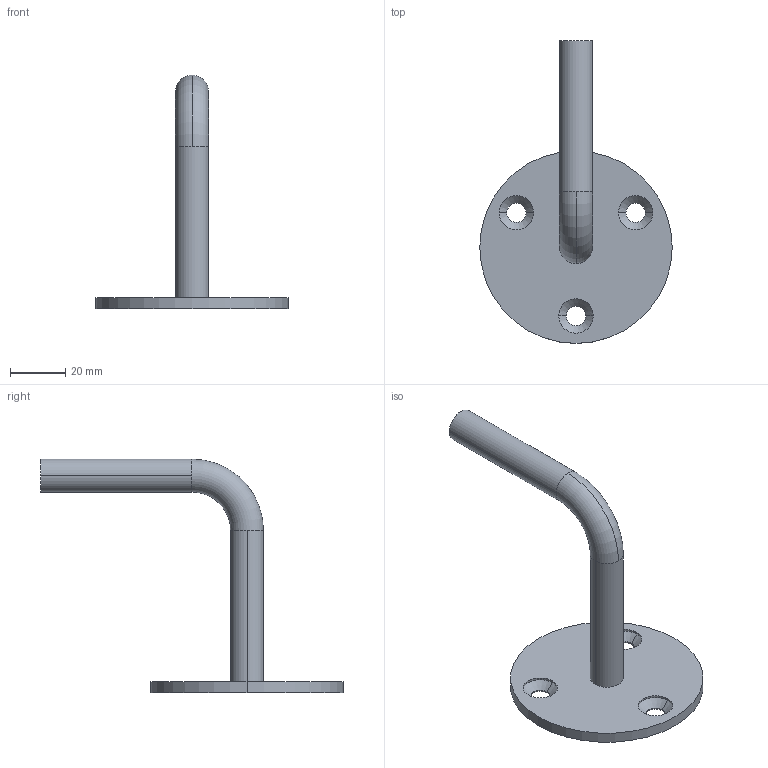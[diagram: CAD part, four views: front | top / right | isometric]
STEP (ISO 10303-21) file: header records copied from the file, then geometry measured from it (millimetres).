
FILE_DESCRIPTION (( 'STEP AP203' ), '1' );
FILE_NAME ('50300-ST-3-G.STEP', '2018-12-03T13:56:38', ( '' ), ( '' ), 'SwSTEP 2.0', 'SolidWorks 2015', '' );
FILE_SCHEMA (( 'CONFIG_CONTROL_DESIGN' ));
Length unit declared in the file: millimetre
Products named in the file (1): 50300-ST-3-G
Bounding box: 70 x 110 x 85 mm (x, y, z)
Volume: 30418.2 mm3; surface area: 13956.4 mm2
Topology: 1 solids, 1 shells, 282 faces, 747 edges, 494 vertices
Faces by surface type: bspline 135, plane 121, cylinder 18, cone 6, torus 2
Entity records: 16264 total; most frequent: CARTESIAN_POINT 10067, ORIENTED_EDGE 1494, DIRECTION 815, EDGE_CURVE 747, VERTEX_POINT 494, VECTOR 435, LINE 435, EDGE_LOOP 315
